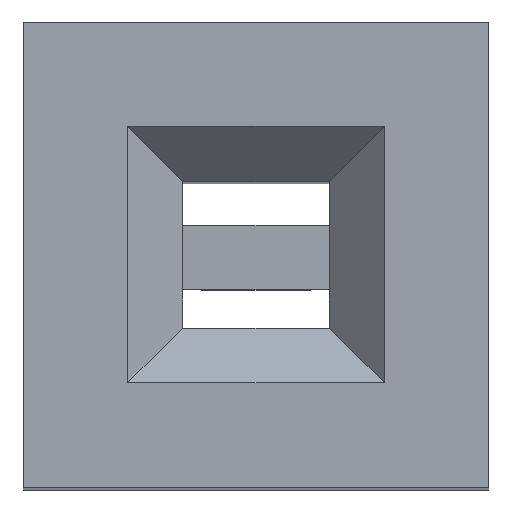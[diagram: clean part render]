
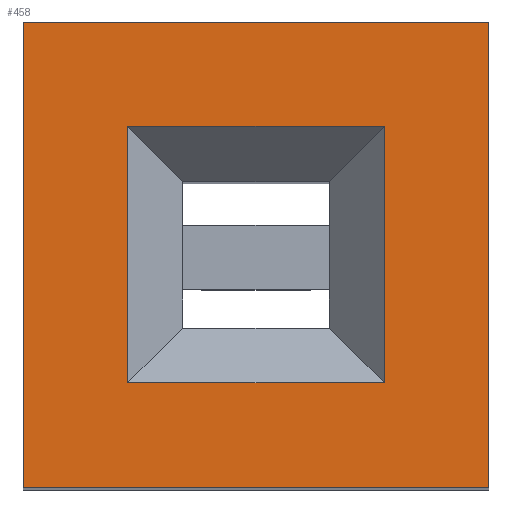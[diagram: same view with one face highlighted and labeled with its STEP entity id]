
A CAD part, top view. The second image highlights one B-rep face of the part: STEP entity #458.
In plain terms, the highlighted planar face has unit normal (0, 0, 1).
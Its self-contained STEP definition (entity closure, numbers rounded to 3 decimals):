
#14=FACE_BOUND('',#54,.T.);
#31=FACE_OUTER_BOUND('',#53,.T.);
#53=EDGE_LOOP('',(#368,#369,#370,#371));
#54=EDGE_LOOP('',(#372,#373,#374,#375));
#95=LINE('',#685,#157);
#99=LINE('',#692,#161);
#103=LINE('',#699,#165);
#104=LINE('',#701,#166);
#111=LINE('',#715,#173);
#112=LINE('',#717,#174);
#113=LINE('',#719,#175);
#114=LINE('',#720,#176);
#157=VECTOR('',#562,10.);
#161=VECTOR('',#568,10.);
#165=VECTOR('',#574,10.);
#166=VECTOR('',#577,10.);
#173=VECTOR('',#590,10.);
#174=VECTOR('',#591,10.);
#175=VECTOR('',#592,10.);
#176=VECTOR('',#593,10.);
#210=VERTEX_POINT('',#683);
#211=VERTEX_POINT('',#684);
#213=VERTEX_POINT('',#691);
#215=VERTEX_POINT('',#697);
#218=VERTEX_POINT('',#713);
#219=VERTEX_POINT('',#714);
#220=VERTEX_POINT('',#716);
#221=VERTEX_POINT('',#718);
#259=EDGE_CURVE('',#210,#211,#95,.T.);
#263=EDGE_CURVE('',#211,#213,#99,.T.);
#267=EDGE_CURVE('',#215,#210,#103,.T.);
#268=EDGE_CURVE('',#213,#215,#104,.T.);
#275=EDGE_CURVE('',#218,#219,#111,.T.);
#276=EDGE_CURVE('',#219,#220,#112,.T.);
#277=EDGE_CURVE('',#220,#221,#113,.T.);
#278=EDGE_CURVE('',#221,#218,#114,.T.);
#368=ORIENTED_EDGE('',*,*,#275,.T.);
#369=ORIENTED_EDGE('',*,*,#276,.T.);
#370=ORIENTED_EDGE('',*,*,#277,.T.);
#371=ORIENTED_EDGE('',*,*,#278,.T.);
#372=ORIENTED_EDGE('',*,*,#259,.F.);
#373=ORIENTED_EDGE('',*,*,#267,.F.);
#374=ORIENTED_EDGE('',*,*,#268,.F.);
#375=ORIENTED_EDGE('',*,*,#263,.F.);
#427=PLANE('',#500);
#458=ADVANCED_FACE('',(#31,#14),#427,.T.);
#500=AXIS2_PLACEMENT_3D('',#712,#588,#589);
#562=DIRECTION('',(1.,0.,0.));
#568=DIRECTION('',(0.,1.,0.));
#574=DIRECTION('',(0.,-1.,0.));
#577=DIRECTION('',(-1.,0.,0.));
#588=DIRECTION('center_axis',(0.,0.,1.));
#589=DIRECTION('ref_axis',(1.,0.,0.));
#590=DIRECTION('',(-1.,0.,0.));
#591=DIRECTION('',(0.,-1.,0.));
#592=DIRECTION('',(1.,0.,0.));
#593=DIRECTION('',(0.,1.,0.));
#683=CARTESIAN_POINT('',(-0.7,-0.7,8.));
#684=CARTESIAN_POINT('',(0.7,-0.7,8.));
#685=CARTESIAN_POINT('',(0.2,-0.7,8.));
#691=CARTESIAN_POINT('',(0.7,0.7,8.));
#692=CARTESIAN_POINT('',(0.7,0.2,8.));
#697=CARTESIAN_POINT('',(-0.7,0.7,8.));
#699=CARTESIAN_POINT('',(-0.7,-0.2,8.));
#701=CARTESIAN_POINT('',(-0.2,0.7,8.));
#712=CARTESIAN_POINT('Origin',(0.,0.,8.));
#713=CARTESIAN_POINT('',(1.27,1.27,8.));
#714=CARTESIAN_POINT('',(-1.27,1.27,8.));
#715=CARTESIAN_POINT('',(-1.27,1.27,8.));
#716=CARTESIAN_POINT('',(-1.27,-1.27,8.));
#717=CARTESIAN_POINT('',(-1.27,-1.27,8.));
#718=CARTESIAN_POINT('',(1.27,-1.27,8.));
#719=CARTESIAN_POINT('',(1.27,-1.27,8.));
#720=CARTESIAN_POINT('',(1.27,1.27,8.));
